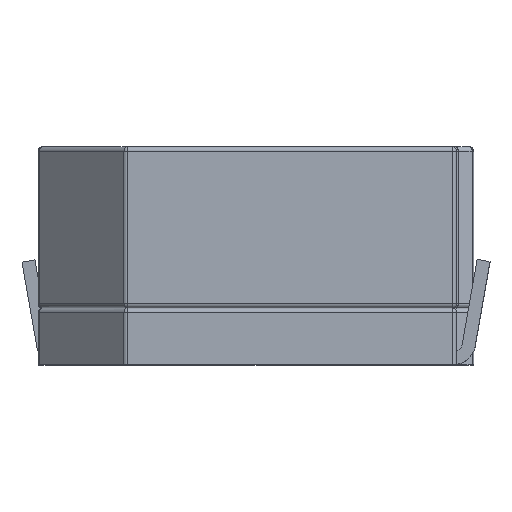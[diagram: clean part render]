
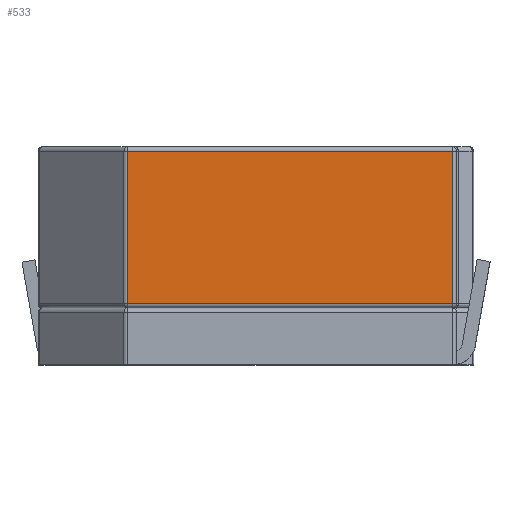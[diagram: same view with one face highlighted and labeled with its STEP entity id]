
A CAD part, top view. The second image highlights one B-rep face of the part: STEP entity #533.
In plain terms, the highlighted planar face has unit normal (0, 0, 1).
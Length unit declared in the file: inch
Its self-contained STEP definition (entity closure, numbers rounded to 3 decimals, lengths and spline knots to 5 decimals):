
#129 = ORIENTED_EDGE ( 'NONE', *, *, #3765, .T. ) ;
#369 = CARTESIAN_POINT ( 'NONE',  ( 0.08858, 0.09646, 0.09843 ) ) ;
#420 = LINE ( 'NONE', #4754, #991 ) ;
#462 = LINE ( 'NONE', #3077, #4782 ) ;
#488 = CARTESIAN_POINT ( 'NONE',  ( 0.09055, 0.47524, 0.09843 ) ) ;
#533 = ADVANCED_FACE ( 'NONE', ( #2773 ), #2380, .F. ) ;
#881 = CARTESIAN_POINT ( 'NONE',  ( -0.05824, 0.47524, 0.09843 ) ) ;
#991 = VECTOR ( 'NONE', #3525, 39.37008 ) ;
#1074 = VECTOR ( 'NONE', #1678, 39.37008 ) ;
#1275 = LINE ( 'NONE', #3644, #1074 ) ;
#1311 = DIRECTION ( 'NONE',  ( 0., -1., 0. ) ) ;
#1343 = DIRECTION ( 'NONE',  ( 0., -1., 0. ) ) ;
#1535 = CARTESIAN_POINT ( 'NONE',  ( 0.08858, 0.02756, 0.09843 ) ) ;
#1567 = VERTEX_POINT ( 'NONE', #369 ) ;
#1644 = VERTEX_POINT ( 'NONE', #2718 ) ;
#1678 = DIRECTION ( 'NONE',  ( -1., 0., 0. ) ) ;
#1777 = VECTOR ( 'NONE', #1311, 39.37008 ) ;
#2042 = LINE ( 'NONE', #881, #1777 ) ;
#2251 = EDGE_CURVE ( 'NONE', #1567, #2968, #1275, .T. ) ;
#2330 = DIRECTION ( 'NONE',  ( 0., 1., 0. ) ) ;
#2380 = PLANE ( 'NONE',  #3982 ) ;
#2548 = EDGE_CURVE ( 'NONE', #2968, #1644, #2042, .T. ) ;
#2567 = ORIENTED_EDGE ( 'NONE', *, *, #2548, .T. ) ;
#2718 = CARTESIAN_POINT ( 'NONE',  ( -0.05824, 0.02756, 0.09843 ) ) ;
#2768 = EDGE_CURVE ( 'NONE', #1644, #3764, #420, .T. ) ;
#2773 = FACE_OUTER_BOUND ( 'NONE', #2997, .T. ) ;
#2817 = DIRECTION ( 'NONE',  ( 0., 0., -1. ) ) ;
#2968 = VERTEX_POINT ( 'NONE', #4950 ) ;
#2997 = EDGE_LOOP ( 'NONE', ( #3952, #2567, #3114, #129 ) ) ;
#3077 = CARTESIAN_POINT ( 'NONE',  ( 0.08858, 0.47524, 0.09843 ) ) ;
#3114 = ORIENTED_EDGE ( 'NONE', *, *, #2768, .T. ) ;
#3525 = DIRECTION ( 'NONE',  ( 1., 0., 0. ) ) ;
#3644 = CARTESIAN_POINT ( 'NONE',  ( 0.09055, 0.09646, 0.09843 ) ) ;
#3764 = VERTEX_POINT ( 'NONE', #1535 ) ;
#3765 = EDGE_CURVE ( 'NONE', #3764, #1567, #462, .T. ) ;
#3952 = ORIENTED_EDGE ( 'NONE', *, *, #2251, .T. ) ;
#3982 = AXIS2_PLACEMENT_3D ( 'NONE', #488, #2817, #1343 ) ;
#4754 = CARTESIAN_POINT ( 'NONE',  ( 0.09055, 0.02756, 0.09843 ) ) ;
#4782 = VECTOR ( 'NONE', #2330, 39.37008 ) ;
#4950 = CARTESIAN_POINT ( 'NONE',  ( -0.05824, 0.09646, 0.09843 ) ) ;
